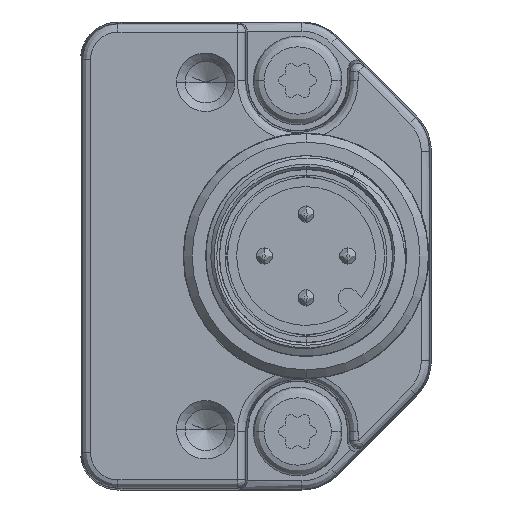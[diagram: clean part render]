
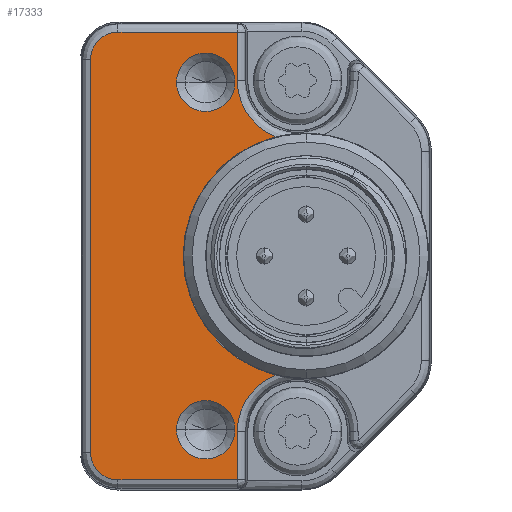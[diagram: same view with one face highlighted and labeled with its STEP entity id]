
A CAD part, left-side view. The second image highlights one B-rep face of the part: STEP entity #17333.
In plain terms, the highlighted planar face has unit normal (-1, 0, 0).
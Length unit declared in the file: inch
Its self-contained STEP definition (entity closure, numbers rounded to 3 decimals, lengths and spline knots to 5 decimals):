
#1586=CARTESIAN_POINT('',(-0.49213,0.31496,
-0.41339));
#1587=DIRECTION('',(1.,0.,0.));
#1588=DIRECTION('',(0.,1.,0.));
#1589=AXIS2_PLACEMENT_3D('',#1586,#1587,#1588);
#1591=DIRECTION('',(0.,0.,1.));
#1592=VECTOR('',#1591,0.11399);
#1593=CARTESIAN_POINT('',(-0.49213,0.45723,
-0.52737));
#1594=LINE('',#1593,#1592);
#1595=DIRECTION('',(0.,-1.,0.));
#1596=VECTOR('',#1595,0.28096);
#1597=CARTESIAN_POINT('',(-0.49213,0.73819,
-0.52737));
#1598=LINE('',#1597,#1596);
#1599=CARTESIAN_POINT('',(-0.49213,0.73819,
-0.4626));
#1600=DIRECTION('',(-1.,0.,0.));
#1601=DIRECTION('',(0.,1.,0.));
#1602=AXIS2_PLACEMENT_3D('',#1599,#1600,#1601);
#1604=DIRECTION('',(0.,0.,-1.));
#1605=VECTOR('',#1604,0.9252);
#1606=CARTESIAN_POINT('',(-0.49213,0.80296,
0.4626));
#1607=LINE('',#1606,#1605);
#1608=CARTESIAN_POINT('',(-0.49213,0.73819,
0.4626));
#1609=DIRECTION('',(-1.,0.,0.));
#1610=DIRECTION('',(0.,0.,1.));
#1611=AXIS2_PLACEMENT_3D('',#1608,#1609,#1610);
#1613=DIRECTION('',(0.,1.,0.));
#1614=VECTOR('',#1613,0.28096);
#1615=CARTESIAN_POINT('',(-0.49213,0.45723,
0.52737));
#1616=LINE('',#1615,#1614);
#1617=DIRECTION('',(0.,0.,1.));
#1618=VECTOR('',#1617,0.11399);
#1619=CARTESIAN_POINT('',(-0.49213,0.45723,
0.41339));
#1620=LINE('',#1619,#1618);
#1621=CARTESIAN_POINT('',(-0.49213,0.31496,
0.41339));
#1622=DIRECTION('',(1.,0.,0.));
#1623=DIRECTION('',(0.,0.359,-0.933));
#1624=AXIS2_PLACEMENT_3D('',#1621,#1622,#1623);
#1626=CARTESIAN_POINT('',(-0.49213,0.29528,0.));
#1627=DIRECTION('',(-1.,0.,0.));
#1628=DIRECTION('',(0.,0.244,0.97));
#1629=AXIS2_PLACEMENT_3D('',#1626,#1627,#1628);
#1631=CARTESIAN_POINT('',(-0.49213,0.5315,
-0.40915));
#1632=DIRECTION('',(1.,0.,0.));
#1633=DIRECTION('',(0.,1.,0.));
#1634=AXIS2_PLACEMENT_3D('',#1631,#1632,#1633);
#1636=CARTESIAN_POINT('',(-0.49213,0.5315,
-0.40915));
#1637=DIRECTION('',(1.,0.,0.));
#1638=DIRECTION('',(0.,-1.,0.));
#1639=AXIS2_PLACEMENT_3D('',#1636,#1637,#1638);
#1641=CARTESIAN_POINT('',(-0.49213,0.5315,
0.40915));
#1642=DIRECTION('',(1.,0.,0.));
#1643=DIRECTION('',(0.,1.,0.));
#1644=AXIS2_PLACEMENT_3D('',#1641,#1642,#1643);
#1646=CARTESIAN_POINT('',(-0.49213,0.5315,
0.40915));
#1647=DIRECTION('',(1.,0.,0.));
#1648=DIRECTION('',(0.,-1.,0.));
#1649=AXIS2_PLACEMENT_3D('',#1646,#1647,#1648);
#13906=CARTESIAN_POINT('',(-0.49213,0.80296,
-0.4626));
#13907=CARTESIAN_POINT('',(-0.49213,0.73819,
-0.52737));
#13908=VERTEX_POINT('',#13906);
#13909=VERTEX_POINT('',#13907);
#13914=CARTESIAN_POINT('',(-0.49213,0.80296,
0.4626));
#13915=VERTEX_POINT('',#13914);
#13918=CARTESIAN_POINT('',(-0.49213,0.73819,
0.52737));
#13919=VERTEX_POINT('',#13918);
#13942=CARTESIAN_POINT('',(-0.49213,0.60039,
-0.40915));
#13943=CARTESIAN_POINT('',(-0.49213,0.4626,
-0.40915));
#13944=VERTEX_POINT('',#13942);
#13945=VERTEX_POINT('',#13943);
#13950=CARTESIAN_POINT('',(-0.49213,0.60039,
0.40915));
#13951=CARTESIAN_POINT('',(-0.49213,0.4626,
0.40915));
#13952=VERTEX_POINT('',#13950);
#13953=VERTEX_POINT('',#13951);
#13986=CARTESIAN_POINT('',(-0.49213,0.45723,
-0.41339));
#13987=CARTESIAN_POINT('',(-0.49213,0.366,
-0.28059));
#13988=VERTEX_POINT('',#13986);
#13989=VERTEX_POINT('',#13987);
#13990=CARTESIAN_POINT('',(-0.49213,0.45723,
-0.52737));
#13991=VERTEX_POINT('',#13990);
#14014=CARTESIAN_POINT('',(-0.49213,0.366,
0.28059));
#14015=CARTESIAN_POINT('',(-0.49213,0.45723,
0.41339));
#14016=VERTEX_POINT('',#14014);
#14017=VERTEX_POINT('',#14015);
#14018=CARTESIAN_POINT('',(-0.49213,0.45723,
0.52737));
#14019=VERTEX_POINT('',#14018);
#17296=CARTESIAN_POINT('',(-0.49213,0.,0.));
#17297=DIRECTION('',(-1.,0.,0.));
#17298=DIRECTION('',(0.,0.,1.));
#17299=AXIS2_PLACEMENT_3D('',#17296,#17297,#17298);
#17300=PLANE('',#17299);
#17302=ORIENTED_EDGE('',*,*,#17301,.F.);
#17304=ORIENTED_EDGE('',*,*,#17303,.F.);
#17306=ORIENTED_EDGE('',*,*,#17305,.F.);
#17308=ORIENTED_EDGE('',*,*,#17307,.F.);
#17310=ORIENTED_EDGE('',*,*,#17309,.F.);
#17312=ORIENTED_EDGE('',*,*,#17311,.F.);
#17314=ORIENTED_EDGE('',*,*,#17313,.F.);
#17315=ORIENTED_EDGE('',*,*,#17287,.F.);
#17316=ORIENTED_EDGE('',*,*,#17247,.F.);
#17318=ORIENTED_EDGE('',*,*,#17317,.T.);
#17319=EDGE_LOOP('',(#17302,#17304,#17306,#17308,#17310,#17312,#17314,#17315,
#17316,#17318));
#17320=FACE_OUTER_BOUND('',#17319,.F.);
#17322=ORIENTED_EDGE('',*,*,#17321,.F.);
#17324=ORIENTED_EDGE('',*,*,#17323,.F.);
#17325=EDGE_LOOP('',(#17322,#17324));
#17326=FACE_BOUND('',#17325,.F.);
#17328=ORIENTED_EDGE('',*,*,#17327,.F.);
#17330=ORIENTED_EDGE('',*,*,#17329,.F.);
#17331=EDGE_LOOP('',(#17328,#17330));
#17332=FACE_BOUND('',#17331,.F.);
#17333=ADVANCED_FACE('',(#17320,#17326,#17332),#17300,.T.);
#1590=CIRCLE('',#1589,0.14227);
#1603=CIRCLE('',#1602,0.06477);
#1612=CIRCLE('',#1611,0.06477);
#1625=CIRCLE('',#1624,0.14227);
#1630=CIRCLE('',#1629,0.28937);
#1635=CIRCLE('',#1634,0.0689);
#1640=CIRCLE('',#1639,0.0689);
#1645=CIRCLE('',#1644,0.0689);
#1650=CIRCLE('',#1649,0.0689);
#17247=EDGE_CURVE('',#14016,#14017,#1625,.T.);
#17287=EDGE_CURVE('',#14017,#14019,#1620,.T.);
#17301=EDGE_CURVE('',#13988,#13989,#1590,.T.);
#17303=EDGE_CURVE('',#13991,#13988,#1594,.T.);
#17305=EDGE_CURVE('',#13909,#13991,#1598,.T.);
#17307=EDGE_CURVE('',#13908,#13909,#1603,.T.);
#17309=EDGE_CURVE('',#13915,#13908,#1607,.T.);
#17311=EDGE_CURVE('',#13919,#13915,#1612,.T.);
#17313=EDGE_CURVE('',#14019,#13919,#1616,.T.);
#17317=EDGE_CURVE('',#14016,#13989,#1630,.T.);
#17321=EDGE_CURVE('',#13944,#13945,#1635,.T.);
#17323=EDGE_CURVE('',#13945,#13944,#1640,.T.);
#17327=EDGE_CURVE('',#13952,#13953,#1645,.T.);
#17329=EDGE_CURVE('',#13953,#13952,#1650,.T.);
